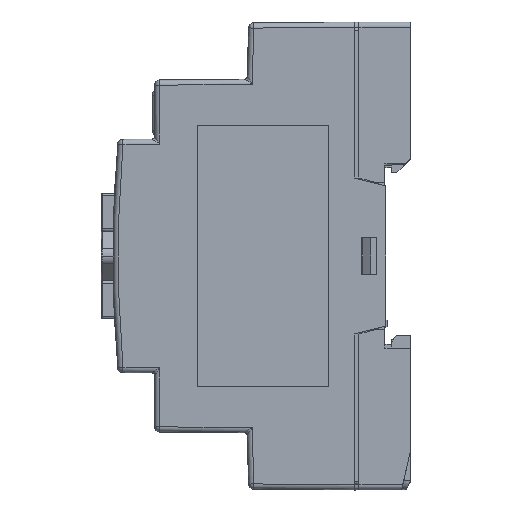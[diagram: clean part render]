
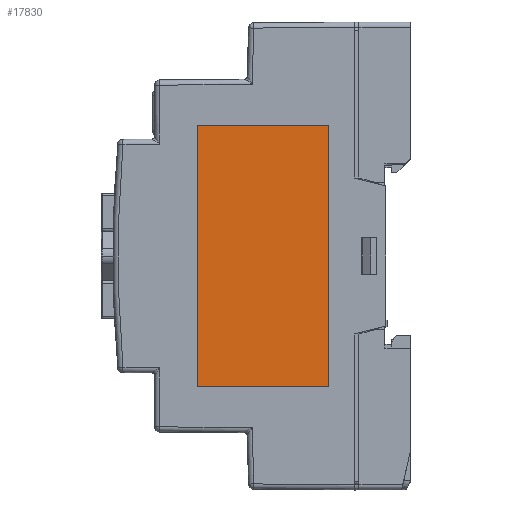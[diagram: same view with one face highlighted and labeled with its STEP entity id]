
A CAD part, left-side view. The second image highlights one B-rep face of the part: STEP entity #17830.
In plain terms, the highlighted planar face has unit normal (-1, 0, 0).
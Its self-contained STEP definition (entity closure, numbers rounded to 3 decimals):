
#4207 = EDGE_LOOP ( 'NONE', ( #23862, #23863, #23864, #23860 ) ) ;
#9296 = VERTEX_POINT ( 'NONE', #29556 ) ;
#9297 = VERTEX_POINT ( 'NONE', #29557 ) ;
#9298 = VERTEX_POINT ( 'NONE', #29558 ) ;
#9299 = VERTEX_POINT ( 'NONE', #29559 ) ;
#17830 = ADVANCED_FACE ( 'NONE', ( #42122 ), #53619, .T. ) ;
#21573 = EDGE_CURVE ( 'NONE', #9297, #9296, #69807, .T. ) ;
#21575 = EDGE_CURVE ( 'NONE', #9298, #9297, #69809, .T. ) ;
#21577 = EDGE_CURVE ( 'NONE', #9299, #9298, #69811, .T. ) ;
#21579 = EDGE_CURVE ( 'NONE', #9296, #9299, #69813, .T. ) ;
#23860 = ORIENTED_EDGE ( 'NONE', *, *, #21575, .T. ) ;
#23862 = ORIENTED_EDGE ( 'NONE', *, *, #21573, .T. ) ;
#23863 = ORIENTED_EDGE ( 'NONE', *, *, #21579, .T. ) ;
#23864 = ORIENTED_EDGE ( 'NONE', *, *, #21577, .T. ) ;
#29556 = CARTESIAN_POINT ( 'NONE',  ( -21.8, 5., -10.1 ) ) ;
#29557 = CARTESIAN_POINT ( 'NONE',  ( -21.8, 30.2, -10.1 ) ) ;
#29558 = CARTESIAN_POINT ( 'NONE',  ( -21.8, 30.2, 40.1 ) ) ;
#29559 = CARTESIAN_POINT ( 'NONE',  ( -21.8, 5., 40.1 ) ) ;
#42122 = FACE_OUTER_BOUND ( 'NONE', #4207, .T. ) ;
#52894 = AXIS2_PLACEMENT_3D ( 'NONE', #53620, #53621, #53622 ) ;
#53619 = PLANE ( 'NONE',  #52894 ) ;
#53620 = CARTESIAN_POINT ( 'NONE',  ( -21.8, 5., -10.1 ) ) ;
#53621 = DIRECTION ( 'NONE',  ( -1., 0., 0. ) ) ;
#53622 = DIRECTION ( 'NONE',  ( 0., 0., 1. ) ) ;
#65953 = VECTOR ( 'NONE', #71207, 1000. ) ;
#65957 = VECTOR ( 'NONE', #71211, 1000. ) ;
#65961 = VECTOR ( 'NONE', #71215, 1000. ) ;
#65965 = VECTOR ( 'NONE', #71219, 1000. ) ;
#69807 = LINE ( 'NONE', #71206, #65953 ) ;
#69809 = LINE ( 'NONE', #71210, #65957 ) ;
#69811 = LINE ( 'NONE', #71214, #65961 ) ;
#69813 = LINE ( 'NONE', #71218, #65965 ) ;
#71206 = CARTESIAN_POINT ( 'NONE',  ( -21.8, 30.2, -10.1 ) ) ;
#71207 = DIRECTION ( 'NONE',  ( 0., -1., 0. ) ) ;
#71210 = CARTESIAN_POINT ( 'NONE',  ( -21.8, 30.2, -10.1 ) ) ;
#71211 = DIRECTION ( 'NONE',  ( 0., 0., -1. ) ) ;
#71214 = CARTESIAN_POINT ( 'NONE',  ( -21.8, 30.2, 40.1 ) ) ;
#71215 = DIRECTION ( 'NONE',  ( 0., 1., 0. ) ) ;
#71218 = CARTESIAN_POINT ( 'NONE',  ( -21.8, 5., -10.1 ) ) ;
#71219 = DIRECTION ( 'NONE',  ( 0., 0., 1. ) ) ;
